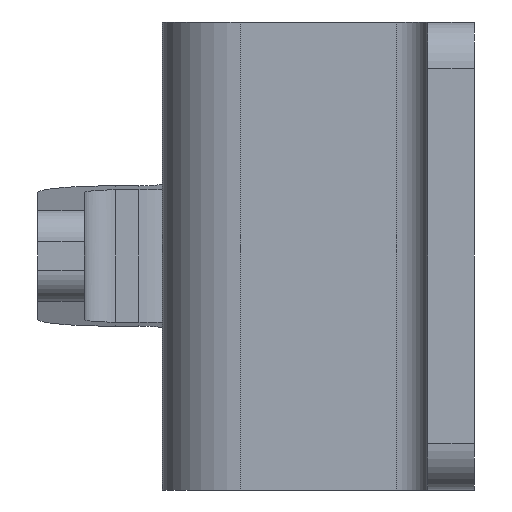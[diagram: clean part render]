
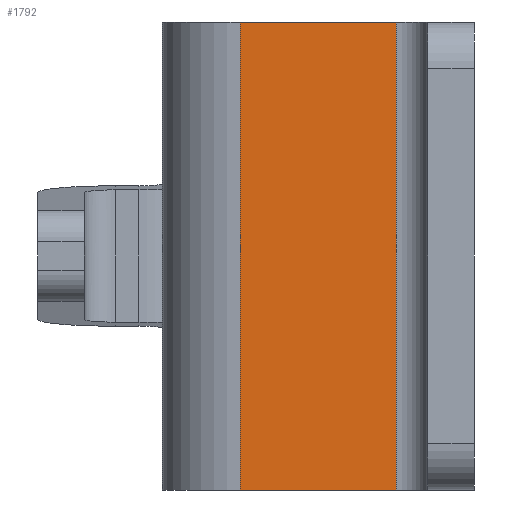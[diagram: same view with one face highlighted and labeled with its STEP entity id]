
A CAD part, left-side view. The second image highlights one B-rep face of the part: STEP entity #1792.
In plain terms, the highlighted planar face has unit normal (-1, 0, 0).
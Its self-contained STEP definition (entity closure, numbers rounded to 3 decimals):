
#140=DIRECTION('',(0.,1.,0.));
#141=VECTOR('',#140,10.);
#142=CARTESIAN_POINT('',(-78.,5.,15.));
#143=LINE('',#142,#141);
#535=DIRECTION('',(0.,0.,-1.));
#536=VECTOR('',#535,30.);
#537=CARTESIAN_POINT('',(-78.,15.,15.));
#538=LINE('',#537,#536);
#539=DIRECTION('',(0.,1.,0.));
#540=VECTOR('',#539,10.);
#541=CARTESIAN_POINT('',(-78.,5.,-15.));
#542=LINE('',#541,#540);
#547=DIRECTION('',(0.,0.,1.));
#548=VECTOR('',#547,30.);
#549=CARTESIAN_POINT('',(-78.,5.,-15.));
#550=LINE('',#549,#548);
#894=CARTESIAN_POINT('',(-78.,15.,-15.));
#896=VERTEX_POINT('',#894);
#897=CARTESIAN_POINT('',(-78.,5.,-15.));
#898=VERTEX_POINT('',#897);
#927=CARTESIAN_POINT('',(-78.,5.,15.));
#928=VERTEX_POINT('',#927);
#929=CARTESIAN_POINT('',(-78.,15.,15.));
#930=VERTEX_POINT('',#929);
#1780=CARTESIAN_POINT('',(-78.,20.,-15.));
#1781=DIRECTION('',(-1.,0.,0.));
#1782=DIRECTION('',(0.,-1.,0.));
#1783=AXIS2_PLACEMENT_3D('',#1780,#1781,#1782);
#1784=PLANE('',#1783);
#1785=ORIENTED_EDGE('',*,*,#1775,.F.);
#1786=ORIENTED_EDGE('',*,*,#1275,.F.);
#1788=ORIENTED_EDGE('',*,*,#1787,.F.);
#1789=ORIENTED_EDGE('',*,*,#1710,.T.);
#1790=EDGE_LOOP('',(#1785,#1786,#1788,#1789));
#1791=FACE_OUTER_BOUND('',#1790,.F.);
#1792=ADVANCED_FACE('',(#1791),#1784,.T.);
#1275=EDGE_CURVE('',#928,#930,#143,.T.);
#1710=EDGE_CURVE('',#898,#896,#542,.T.);
#1775=EDGE_CURVE('',#930,#896,#538,.T.);
#1787=EDGE_CURVE('',#898,#928,#550,.T.);
